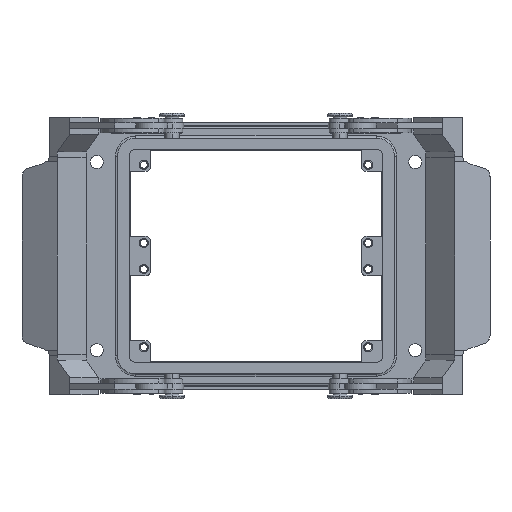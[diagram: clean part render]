
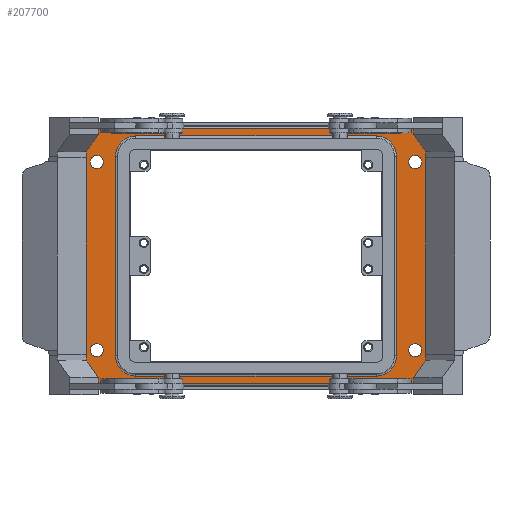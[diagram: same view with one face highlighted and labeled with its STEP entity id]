
A CAD part, top view. The second image highlights one B-rep face of the part: STEP entity #207700.
In plain terms, the highlighted planar face has unit normal (0, 0, 1).
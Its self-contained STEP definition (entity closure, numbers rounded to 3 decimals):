
#24350=CARTESIAN_POINT('',(-52.75,-32.5,8.));
#24360=VERTEX_POINT('',#24350);
#24390=CARTESIAN_POINT('',(-55.,-32.5,8.));
#24400=DIRECTION('',(0.,0.,-1.));
#24410=DIRECTION('',(-1.,0.,0.));
#24420=AXIS2_PLACEMENT_3D('',#24390,#24400,#24410);
#24430=CIRCLE('',#24420,2.25);
#24440=CARTESIAN_POINT('',(-57.25,-32.5,8.));
#24450=VERTEX_POINT('',#24440);
#24460=EDGE_CURVE('',#24360,#24450,#24430,.T.);
#24840=CARTESIAN_POINT('',(-52.75,32.5,8.));
#24850=VERTEX_POINT('',#24840);
#24880=CARTESIAN_POINT('',(-55.,32.5,8.));
#24890=DIRECTION('',(0.,0.,-1.));
#24900=DIRECTION('',(-1.,0.,0.));
#24910=AXIS2_PLACEMENT_3D('',#24880,#24890,#24900);
#24920=CIRCLE('',#24910,2.25);
#24930=CARTESIAN_POINT('',(-57.25,32.5,8.));
#24940=VERTEX_POINT('',#24930);
#24950=EDGE_CURVE('',#24850,#24940,#24920,.T.);
#25330=CARTESIAN_POINT('',(57.25,-32.5,8.));
#25340=VERTEX_POINT('',#25330);
#25370=CARTESIAN_POINT('',(55.,-32.5,8.));
#25380=DIRECTION('',(0.,0.,-1.));
#25390=DIRECTION('',(-1.,0.,0.));
#25400=AXIS2_PLACEMENT_3D('',#25370,#25380,#25390);
#25410=CIRCLE('',#25400,2.25);
#25420=CARTESIAN_POINT('',(52.75,-32.5,8.));
#25430=VERTEX_POINT('',#25420);
#25440=EDGE_CURVE('',#25340,#25430,#25410,.T.);
#25820=CARTESIAN_POINT('',(57.25,32.5,8.));
#25830=VERTEX_POINT('',#25820);
#25860=CARTESIAN_POINT('',(55.,32.5,8.));
#25870=DIRECTION('',(0.,0.,-1.));
#25880=DIRECTION('',(-1.,0.,0.));
#25890=AXIS2_PLACEMENT_3D('',#25860,#25870,#25880);
#25900=CIRCLE('',#25890,2.25);
#25910=CARTESIAN_POINT('',(52.75,32.5,8.));
#25920=VERTEX_POINT('',#25910);
#25930=EDGE_CURVE('',#25830,#25920,#25900,.T.);
#28190=CARTESIAN_POINT('',(61.,-41.,8.));
#28200=VERTEX_POINT('',#28190);
#28230=CARTESIAN_POINT('',(61.,41.,8.));
#28240=DIRECTION('',(0.,-1.,0.));
#28250=VECTOR('',#28240,82.);
#28260=LINE('',#28230,#28250);
#28270=CARTESIAN_POINT('',(61.,41.,8.));
#28280=VERTEX_POINT('',#28270);
#28290=EDGE_CURVE('',#28280,#28200,#28260,.T.);
#28660=CARTESIAN_POINT('',(58.,44.,8.));
#28670=VERTEX_POINT('',#28660);
#28720=CARTESIAN_POINT('',(-58.,44.,8.));
#28730=DIRECTION('',(1.,0.,0.));
#28740=VECTOR('',#28730,116.);
#28750=LINE('',#28720,#28740);
#28760=CARTESIAN_POINT('',(-58.,44.,8.));
#28770=VERTEX_POINT('',#28760);
#28780=EDGE_CURVE('',#28770,#28670,#28750,.T.);
#29170=CARTESIAN_POINT('',(-58.,-44.,8.));
#29180=VERTEX_POINT('',#29170);
#29210=CARTESIAN_POINT('',(58.,-44.,8.));
#29220=DIRECTION('',(-1.,0.,0.));
#29230=VECTOR('',#29220,116.);
#29240=LINE('',#29210,#29230);
#29250=CARTESIAN_POINT('',(58.,-44.,8.));
#29260=VERTEX_POINT('',#29250);
#29270=EDGE_CURVE('',#29260,#29180,#29240,.T.);
#29640=CARTESIAN_POINT('',(-61.,41.,8.));
#29650=VERTEX_POINT('',#29640);
#29700=CARTESIAN_POINT('',(-61.,-41.,8.));
#29710=DIRECTION('',(0.,1.,0.));
#29720=VECTOR('',#29710,82.);
#29730=LINE('',#29700,#29720);
#29740=CARTESIAN_POINT('',(-61.,-41.,8.));
#29750=VERTEX_POINT('',#29740);
#29760=EDGE_CURVE('',#29750,#29650,#29730,.T.);
#202760=CARTESIAN_POINT('',(-58.,-41.,8.));
#202770=DIRECTION('',(0.,0.,-1.));
#202780=DIRECTION('',(-0.707,-0.707,
0.));
#202790=AXIS2_PLACEMENT_3D('',#202760,#202770,#202780);
#202800=CIRCLE('',#202790,3.);
#202810=EDGE_CURVE('',#29180,#29750,#202800,.T.);
#203060=CARTESIAN_POINT('',(-58.,41.,8.));
#203070=DIRECTION('',(0.,0.,-1.));
#203080=DIRECTION('',(-0.707,0.707,
0.));
#203090=AXIS2_PLACEMENT_3D('',#203060,#203070,#203080);
#203100=CIRCLE('',#203090,3.);
#203110=EDGE_CURVE('',#29650,#28770,#203100,.T.);
#204220=CARTESIAN_POINT('',(58.,-41.,8.));
#204230=DIRECTION('',(0.,0.,-1.));
#204240=DIRECTION('',(0.707,-0.707,
0.));
#204250=AXIS2_PLACEMENT_3D('',#204220,#204230,#204240);
#204260=CIRCLE('',#204250,3.);
#204270=EDGE_CURVE('',#28200,#29260,#204260,.T.);
#204520=CARTESIAN_POINT('',(58.,41.,8.));
#204530=DIRECTION('',(0.,0.,-1.));
#204540=DIRECTION('',(0.707,0.707,
0.));
#204550=AXIS2_PLACEMENT_3D('',#204520,#204530,#204540);
#204560=CIRCLE('',#204550,3.);
#204570=EDGE_CURVE('',#28670,#28280,#204560,.T.);
#206450=CARTESIAN_POINT('',(0.,0.,8.));
#206460=DIRECTION('',(0.,0.,1.));
#206470=DIRECTION('',(1.,0.,0.));
#206480=AXIS2_PLACEMENT_3D('',#206450,#206460,#206470);
#206490=PLANE('',#206480);
#206500=ORIENTED_EDGE('',*,*,#203110,.F.);
#206510=ORIENTED_EDGE('',*,*,#28780,.F.);
#206520=ORIENTED_EDGE('',*,*,#204570,.F.);
#206530=ORIENTED_EDGE('',*,*,#28290,.F.);
#206540=ORIENTED_EDGE('',*,*,#204270,.F.);
#206550=ORIENTED_EDGE('',*,*,#29270,.F.);
#206560=ORIENTED_EDGE('',*,*,#202810,.F.);
#206570=ORIENTED_EDGE('',*,*,#29760,.F.);
#206580=EDGE_LOOP('',(#206570,#206560,#206550,#206540,#206530,#206520,
#206510,#206500));
#206590=FACE_OUTER_BOUND('',#206580,.T.);
#206600=CARTESIAN_POINT('',(41.5,34.5,8.));
#206610=DIRECTION('',(0.,0.,1.));
#206620=DIRECTION('',(0.707,0.707,
0.));
#206630=AXIS2_PLACEMENT_3D('',#206600,#206610,#206620);
#206640=CIRCLE('',#206630,7.);
#206650=CARTESIAN_POINT('',(48.5,34.5,8.));
#206660=VERTEX_POINT('',#206650);
#206670=CARTESIAN_POINT('',(41.5,41.5,8.));
#206680=VERTEX_POINT('',#206670);
#206690=EDGE_CURVE('',#206660,#206680,#206640,.T.);
#206700=ORIENTED_EDGE('',*,*,#206690,.F.);
#206710=CARTESIAN_POINT('',(41.5,41.5,8.));
#206720=DIRECTION('',(-1.,0.,0.));
#206730=VECTOR('',#206720,83.);
#206740=LINE('',#206710,#206730);
#206750=CARTESIAN_POINT('',(-41.5,41.5,8.));
#206760=VERTEX_POINT('',#206750);
#206770=EDGE_CURVE('',#206680,#206760,#206740,.T.);
#206780=ORIENTED_EDGE('',*,*,#206770,.F.);
#206790=CARTESIAN_POINT('',(-41.5,34.5,8.));
#206800=DIRECTION('',(0.,0.,1.));
#206810=DIRECTION('',(-0.707,0.707,
0.));
#206820=AXIS2_PLACEMENT_3D('',#206790,#206800,#206810);
#206830=CIRCLE('',#206820,7.);
#206840=CARTESIAN_POINT('',(-48.5,34.5,8.));
#206850=VERTEX_POINT('',#206840);
#206860=EDGE_CURVE('',#206760,#206850,#206830,.T.);
#206870=ORIENTED_EDGE('',*,*,#206860,.F.);
#206880=CARTESIAN_POINT('',(-48.5,34.5,8.));
#206890=DIRECTION('',(0.,-1.,0.));
#206900=VECTOR('',#206890,69.);
#206910=LINE('',#206880,#206900);
#206920=CARTESIAN_POINT('',(-48.5,-34.5,8.));
#206930=VERTEX_POINT('',#206920);
#206940=EDGE_CURVE('',#206850,#206930,#206910,.T.);
#206950=ORIENTED_EDGE('',*,*,#206940,.F.);
#206960=CARTESIAN_POINT('',(-41.5,-34.5,8.));
#206970=DIRECTION('',(0.,0.,1.));
#206980=DIRECTION('',(-0.707,-0.707,
0.));
#206990=AXIS2_PLACEMENT_3D('',#206960,#206970,#206980);
#207000=CIRCLE('',#206990,7.);
#207010=CARTESIAN_POINT('',(-41.5,-41.5,8.));
#207020=VERTEX_POINT('',#207010);
#207030=EDGE_CURVE('',#206930,#207020,#207000,.T.);
#207040=ORIENTED_EDGE('',*,*,#207030,.F.);
#207050=CARTESIAN_POINT('',(-41.5,-41.5,8.));
#207060=DIRECTION('',(1.,0.,0.));
#207070=VECTOR('',#207060,83.);
#207080=LINE('',#207050,#207070);
#207090=CARTESIAN_POINT('',(41.5,-41.5,8.));
#207100=VERTEX_POINT('',#207090);
#207110=EDGE_CURVE('',#207020,#207100,#207080,.T.);
#207120=ORIENTED_EDGE('',*,*,#207110,.F.);
#207130=CARTESIAN_POINT('',(41.5,-34.5,8.));
#207140=DIRECTION('',(0.,0.,1.));
#207150=DIRECTION('',(0.707,-0.707,
0.));
#207160=AXIS2_PLACEMENT_3D('',#207130,#207140,#207150);
#207170=CIRCLE('',#207160,7.);
#207180=CARTESIAN_POINT('',(48.5,-34.5,8.));
#207190=VERTEX_POINT('',#207180);
#207200=EDGE_CURVE('',#207100,#207190,#207170,.T.);
#207210=ORIENTED_EDGE('',*,*,#207200,.F.);
#207220=CARTESIAN_POINT('',(48.5,-34.5,8.));
#207230=DIRECTION('',(0.,1.,0.));
#207240=VECTOR('',#207230,69.);
#207250=LINE('',#207220,#207240);
#207260=EDGE_CURVE('',#207190,#206660,#207250,.T.);
#207270=ORIENTED_EDGE('',*,*,#207260,.F.);
#207280=EDGE_LOOP('',(#207270,#207210,#207120,#207040,#206950,#206870,
#206780,#206700));
#207290=FACE_BOUND('',#207280,.T.);
#207300=CARTESIAN_POINT('',(55.,32.5,8.));
#207310=DIRECTION('',(0.,0.,-1.));
#207320=DIRECTION('',(-1.,0.,0.));
#207330=AXIS2_PLACEMENT_3D('',#207300,#207310,#207320);
#207340=CIRCLE('',#207330,2.25);
#207350=EDGE_CURVE('',#25920,#25830,#207340,.T.);
#207360=ORIENTED_EDGE('',*,*,#207350,.T.);
#207370=ORIENTED_EDGE('',*,*,#25930,.T.);
#207380=EDGE_LOOP('',(#207370,#207360));
#207390=FACE_BOUND('',#207380,.T.);
#207400=CARTESIAN_POINT('',(55.,-32.5,8.));
#207410=DIRECTION('',(0.,0.,-1.));
#207420=DIRECTION('',(-1.,0.,0.));
#207430=AXIS2_PLACEMENT_3D('',#207400,#207410,#207420);
#207440=CIRCLE('',#207430,2.25);
#207450=EDGE_CURVE('',#25430,#25340,#207440,.T.);
#207460=ORIENTED_EDGE('',*,*,#207450,.T.);
#207470=ORIENTED_EDGE('',*,*,#25440,.T.);
#207480=EDGE_LOOP('',(#207470,#207460));
#207490=FACE_BOUND('',#207480,.T.);
#207500=CARTESIAN_POINT('',(-55.,32.5,8.));
#207510=DIRECTION('',(0.,0.,-1.));
#207520=DIRECTION('',(-1.,0.,0.));
#207530=AXIS2_PLACEMENT_3D('',#207500,#207510,#207520);
#207540=CIRCLE('',#207530,2.25);
#207550=EDGE_CURVE('',#24940,#24850,#207540,.T.);
#207560=ORIENTED_EDGE('',*,*,#207550,.T.);
#207570=ORIENTED_EDGE('',*,*,#24950,.T.);
#207580=EDGE_LOOP('',(#207570,#207560));
#207590=FACE_BOUND('',#207580,.T.);
#207600=CARTESIAN_POINT('',(-55.,-32.5,8.));
#207610=DIRECTION('',(0.,0.,-1.));
#207620=DIRECTION('',(-1.,0.,0.));
#207630=AXIS2_PLACEMENT_3D('',#207600,#207610,#207620);
#207640=CIRCLE('',#207630,2.25);
#207650=EDGE_CURVE('',#24450,#24360,#207640,.T.);
#207660=ORIENTED_EDGE('',*,*,#207650,.T.);
#207670=ORIENTED_EDGE('',*,*,#24460,.T.);
#207680=EDGE_LOOP('',(#207670,#207660));
#207690=FACE_BOUND('',#207680,.T.);
#207700=ADVANCED_FACE('',(#206590,#207290,#207390,#207490,#207590,
#207690),#206490,.T.);
